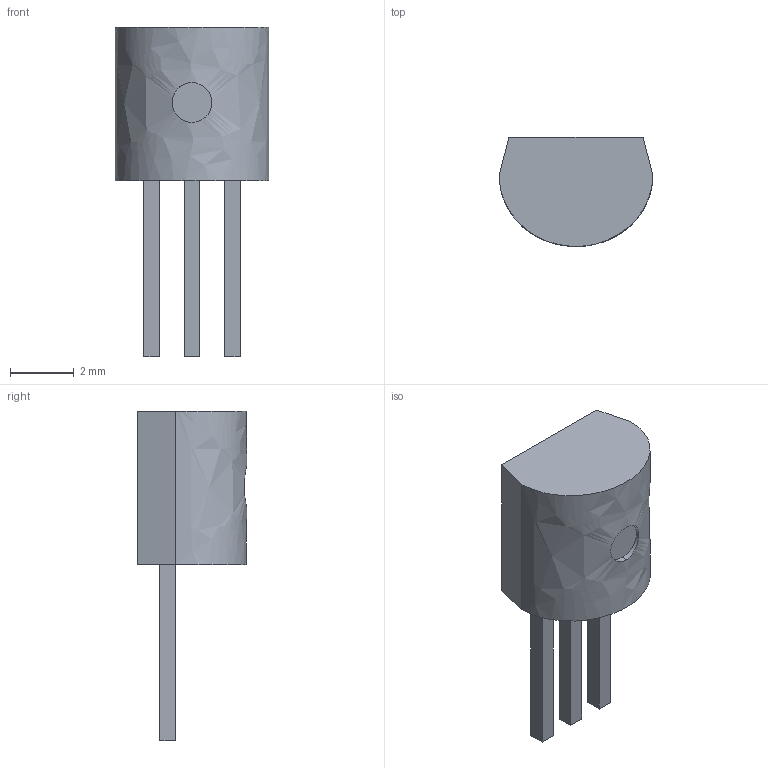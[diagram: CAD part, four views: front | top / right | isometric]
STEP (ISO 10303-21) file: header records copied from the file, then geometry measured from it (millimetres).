
FILE_DESCRIPTION (( 'STEP AP214' ), '1' );
FILE_NAME ('TO-92(ïðÿìûå âûâîäû).STEP', '2015-09-15T18:09:48', ( '' ), ( '' ), 'SwSTEP 2.0', 'SolidWorks 2014', '' );
FILE_SCHEMA (( 'AUTOMOTIVE_DESIGN' ));
Length unit declared in the file: millimetre
Products named in the file (2): TO-92(ïðÿìûå âûâîäû)
Bounding box: 4.83 x 3.43 x 10.37 mm (x, y, z)
Volume: 71.1 mm3; surface area: 129.2 mm2
Topology: 1 solids, 1 shells, 24 faces, 54 edges, 36 vertices
Faces by surface type: plane 21, cylinder 2, bspline 1
Entity records: 1000 total; most frequent: CARTESIAN_POINT 157, ORIENTED_EDGE 108, DIRECTION 102, EDGE_CURVE 54, VECTOR 48, LINE 48, VERTEX_POINT 36, EDGE_LOOP 28
